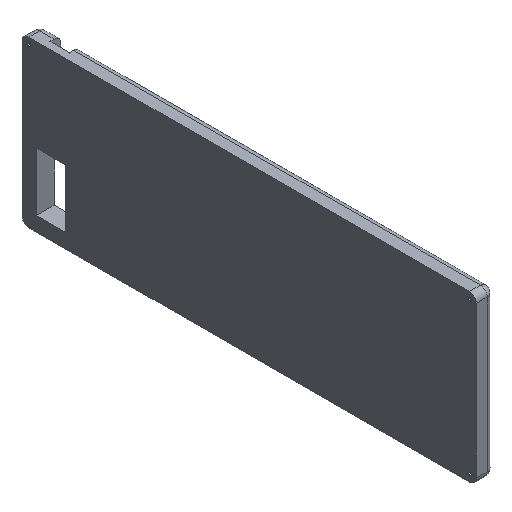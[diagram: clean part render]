
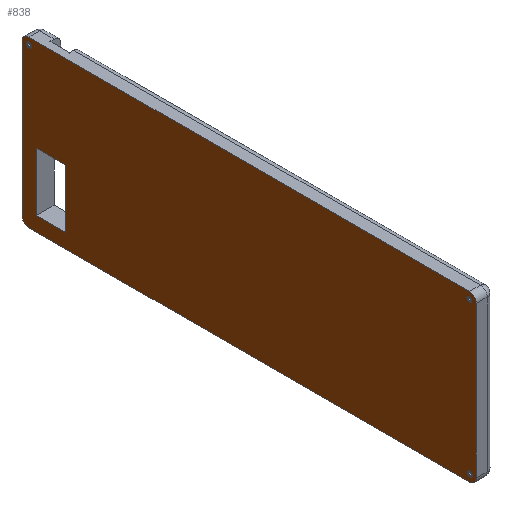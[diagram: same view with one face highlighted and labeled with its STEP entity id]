
A CAD part, isometric view. The second image highlights one B-rep face of the part: STEP entity #838.
In plain terms, the highlighted planar face has unit normal (-1, 0, 0).
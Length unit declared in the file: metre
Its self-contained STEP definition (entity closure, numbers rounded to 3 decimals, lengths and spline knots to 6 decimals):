
#20=CIRCLE('',#939,0.0018);
#23=CIRCLE('',#943,0.0018);
#25=CIRCLE('',#946,0.0018);
#26=CIRCLE('',#951,0.005);
#27=CIRCLE('',#952,0.005);
#28=CIRCLE('',#953,0.005);
#29=CIRCLE('',#954,0.005);
#187=ORIENTED_EDGE('',*,*,#396,.T.);
#188=ORIENTED_EDGE('',*,*,#353,.T.);
#189=ORIENTED_EDGE('',*,*,#380,.F.);
#190=ORIENTED_EDGE('',*,*,#397,.F.);
#191=ORIENTED_EDGE('',*,*,#377,.T.);
#192=ORIENTED_EDGE('',*,*,#372,.T.);
#193=ORIENTED_EDGE('',*,*,#367,.T.);
#194=ORIENTED_EDGE('',*,*,#344,.F.);
#195=ORIENTED_EDGE('',*,*,#398,.T.);
#196=ORIENTED_EDGE('',*,*,#334,.T.);
#197=ORIENTED_EDGE('',*,*,#399,.T.);
#198=ORIENTED_EDGE('',*,*,#381,.T.);
#199=ORIENTED_EDGE('',*,*,#400,.T.);
#200=ORIENTED_EDGE('',*,*,#348,.F.);
#201=ORIENTED_EDGE('',*,*,#401,.T.);
#334=EDGE_CURVE('',#448,#449,#529,.T.);
#344=EDGE_CURVE('',#458,#459,#539,.T.);
#348=EDGE_CURVE('',#462,#463,#543,.T.);
#353=EDGE_CURVE('',#465,#467,#548,.T.);
#367=EDGE_CURVE('',#478,#478,#20,.T.);
#372=EDGE_CURVE('',#483,#483,#23,.T.);
#377=EDGE_CURVE('',#488,#488,#25,.T.);
#380=EDGE_CURVE('',#490,#467,#560,.T.);
#381=EDGE_CURVE('',#491,#492,#561,.T.);
#396=EDGE_CURVE('',#500,#465,#576,.T.);
#397=EDGE_CURVE('',#500,#490,#577,.T.);
#398=EDGE_CURVE('',#458,#448,#26,.F.);
#399=EDGE_CURVE('',#449,#491,#27,.F.);
#400=EDGE_CURVE('',#492,#463,#28,.F.);
#401=EDGE_CURVE('',#462,#459,#29,.F.);
#448=VERTEX_POINT('',#1310);
#449=VERTEX_POINT('',#1311);
#458=VERTEX_POINT('',#1330);
#459=VERTEX_POINT('',#1332);
#462=VERTEX_POINT('',#1339);
#463=VERTEX_POINT('',#1341);
#465=VERTEX_POINT('',#1346);
#467=VERTEX_POINT('',#1350);
#478=VERTEX_POINT('',#1387);
#483=VERTEX_POINT('',#1406);
#488=VERTEX_POINT('',#1428);
#490=VERTEX_POINT('',#1433);
#491=VERTEX_POINT('',#1437);
#492=VERTEX_POINT('',#1438);
#500=VERTEX_POINT('',#1463);
#529=LINE('',#1309,#599);
#539=LINE('',#1331,#609);
#543=LINE('',#1340,#613);
#548=LINE('',#1351,#618);
#560=LINE('',#1434,#630);
#561=LINE('',#1436,#631);
#576=LINE('',#1462,#646);
#577=LINE('',#1464,#647);
#599=VECTOR('',#1046,1.);
#609=VECTOR('',#1058,1.);
#613=VECTOR('',#1064,1.);
#618=VECTOR('',#1071,1.);
#630=VECTOR('',#1111,1.);
#631=VECTOR('',#1114,1.);
#646=VECTOR('',#1133,1.);
#647=VECTOR('',#1134,1.);
#674=EDGE_LOOP('',(#187,#188,#189,#190));
#675=EDGE_LOOP('',(#191));
#676=EDGE_LOOP('',(#192));
#677=EDGE_LOOP('',(#193));
#678=EDGE_LOOP('',(#194,#195,#196,#197,#198,#199,#200,#201));
#744=FACE_BOUND('',#674,.T.);
#745=FACE_BOUND('',#675,.T.);
#746=FACE_BOUND('',#676,.T.);
#747=FACE_BOUND('',#677,.T.);
#748=FACE_BOUND('',#678,.T.);
#807=PLANE('',#950);
#838=ADVANCED_FACE('',(#744,#745,#746,#747,#748),#807,.F.);
#939=AXIS2_PLACEMENT_3D('',#1386,#1091,#1092);
#943=AXIS2_PLACEMENT_3D('',#1405,#1099,#1100);
#946=AXIS2_PLACEMENT_3D('',#1427,#1105,#1106);
#950=AXIS2_PLACEMENT_3D('',#1461,#1131,#1132);
#951=AXIS2_PLACEMENT_3D('',#1465,#1135,#1136);
#952=AXIS2_PLACEMENT_3D('',#1466,#1137,#1138);
#953=AXIS2_PLACEMENT_3D('',#1467,#1139,#1140);
#954=AXIS2_PLACEMENT_3D('',#1468,#1141,#1142);
#1046=DIRECTION('',(0.,1.,0.));
#1058=DIRECTION('',(0.,0.,-1.));
#1064=DIRECTION('',(0.,1.,0.));
#1071=DIRECTION('',(0.,1.,0.));
#1091=DIRECTION('',(1.,0.,0.));
#1092=DIRECTION('',(0.,0.,-1.));
#1099=DIRECTION('',(1.,0.,0.));
#1100=DIRECTION('',(0.,0.,-1.));
#1105=DIRECTION('',(1.,0.,0.));
#1106=DIRECTION('',(0.,0.,-1.));
#1111=DIRECTION('',(0.,0.,-1.));
#1114=DIRECTION('',(0.,0.,-1.));
#1131=DIRECTION('',(1.,0.,0.));
#1132=DIRECTION('',(0.,1.,0.));
#1133=DIRECTION('',(0.,0.,-1.));
#1134=DIRECTION('',(0.,1.,0.));
#1135=DIRECTION('',(1.,0.,0.));
#1136=DIRECTION('',(0.,0.,-1.));
#1137=DIRECTION('',(1.,0.,0.));
#1138=DIRECTION('',(0.,0.,-1.));
#1139=DIRECTION('',(1.,0.,0.));
#1140=DIRECTION('',(0.,0.,-1.));
#1141=DIRECTION('',(1.,0.,0.));
#1142=DIRECTION('',(0.,0.,-1.));
#1309=CARTESIAN_POINT('',(0.,-0.005129,0.059661));
#1310=CARTESIAN_POINT('',(0.,-0.166629,0.059661));
#1311=CARTESIAN_POINT('',(0.,0.156371,0.059661));
#1330=CARTESIAN_POINT('',(0.,-0.171629,0.054661));
#1331=CARTESIAN_POINT('',(0.,-0.171629,-0.000839));
#1332=CARTESIAN_POINT('',(0.,-0.171629,-0.056339));
#1339=CARTESIAN_POINT('',(0.,-0.166629,-0.061339));
#1340=CARTESIAN_POINT('',(0.,-0.005129,-0.061339));
#1341=CARTESIAN_POINT('',(0.,0.156371,-0.061339));
#1346=CARTESIAN_POINT('',(0.,0.129212,-0.050839));
#1350=CARTESIAN_POINT('',(0.,0.150871,-0.050839));
#1351=CARTESIAN_POINT('',(0.,0.139912,-0.050839));
#1386=CARTESIAN_POINT('',(0.,-0.166629,0.054661));
#1387=CARTESIAN_POINT('',(0.,-0.166629,0.052861));
#1405=CARTESIAN_POINT('',(0.,0.156371,0.054661));
#1406=CARTESIAN_POINT('',(0.,0.156371,0.052861));
#1427=CARTESIAN_POINT('',(0.,-0.166879,-0.056082));
#1428=CARTESIAN_POINT('',(0.,-0.166879,-0.057882));
#1433=CARTESIAN_POINT('',(0.,0.150871,-0.008039));
#1434=CARTESIAN_POINT('',(0.,0.150871,0.021629));
#1436=CARTESIAN_POINT('',(0.,0.161371,-0.000839));
#1437=CARTESIAN_POINT('',(0.,0.161371,0.054661));
#1438=CARTESIAN_POINT('',(0.,0.161371,-0.056339));
#1461=CARTESIAN_POINT('',(0.,-0.005129,-0.000839));
#1462=CARTESIAN_POINT('',(0.,0.129212,-0.029439));
#1463=CARTESIAN_POINT('',(0.,0.129212,-0.008039));
#1464=CARTESIAN_POINT('',(0.,0.140042,-0.008039));
#1465=CARTESIAN_POINT('',(0.,-0.166629,0.054661));
#1466=CARTESIAN_POINT('',(0.,0.156371,0.054661));
#1467=CARTESIAN_POINT('',(0.,0.156371,-0.056339));
#1468=CARTESIAN_POINT('',(0.,-0.166629,-0.056339));
